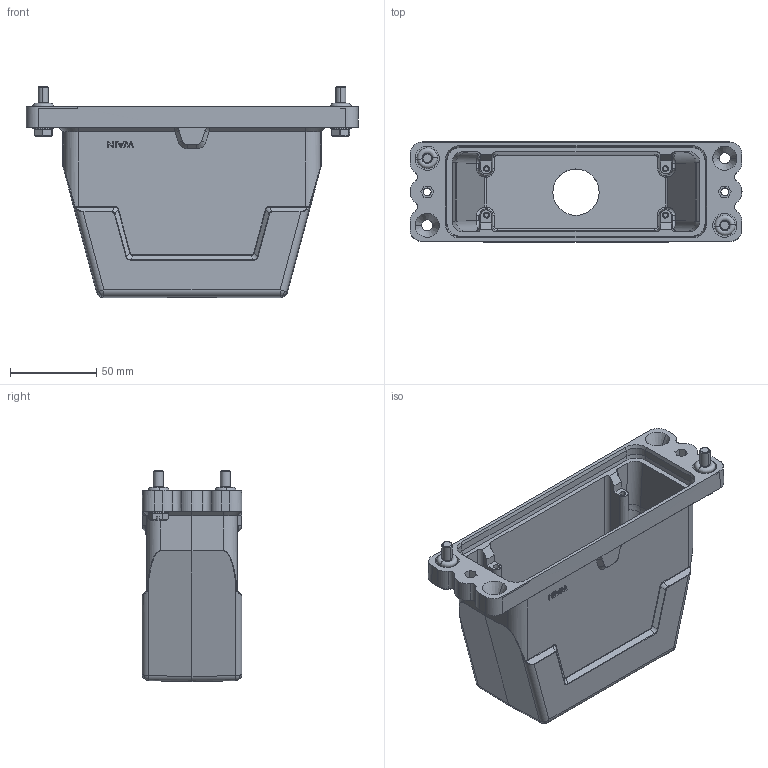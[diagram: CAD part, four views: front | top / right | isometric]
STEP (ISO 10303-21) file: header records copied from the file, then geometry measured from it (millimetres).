
FILE_DESCRIPTION(/* description */ (''),/* implementation_level */ '2;1');
FILE_NAME(/* name */ '3D_1136244305011_HP24B_H-TEH-4S-PG21_V1.1.stp',/* time_stamp */ '2023-12-29T13:28:36+08:00',/* author */ (''),/* organization */ (''),/* preprocessor_version */ 'ST-DEVELOPER v18.1',/* originating_system */ 'SIEMENS PLM Software NX 1980',/* authorisation */ '');
FILE_SCHEMA (('AUTOMOTIVE_DESIGN { 1 0 10303 214 3 1 1 1 }'));
Length unit declared in the file: millimetre
Products named in the file (1): 3D_1136244305003_HP24B_H-TEH-4S-M25_V1.0_stp
Bounding box: 193 x 58 x 122.7 mm (x, y, z)
Volume: 245880.7 mm3; surface area: 105144.2 mm2
Topology: 1 solids, 1 shells, 563 faces, 1386 edges, 860 vertices
Faces by surface type: plane 241, cylinder 153, cone 66, torus 36, bspline 30, extrusion 21, sphere 16
Entity records: 20597 total; most frequent: CARTESIAN_POINT 8389, ORIENTED_EDGE 2772, DIRECTION 2117, EDGE_CURVE 1386, VERTEX_POINT 860, AXIS2_PLACEMENT_3D 740, VECTOR 637, LINE 616
